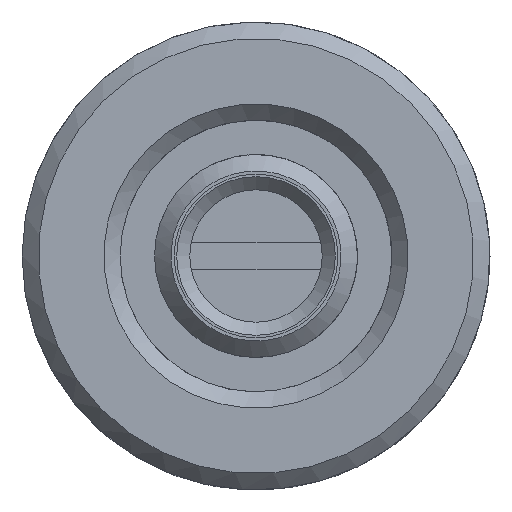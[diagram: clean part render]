
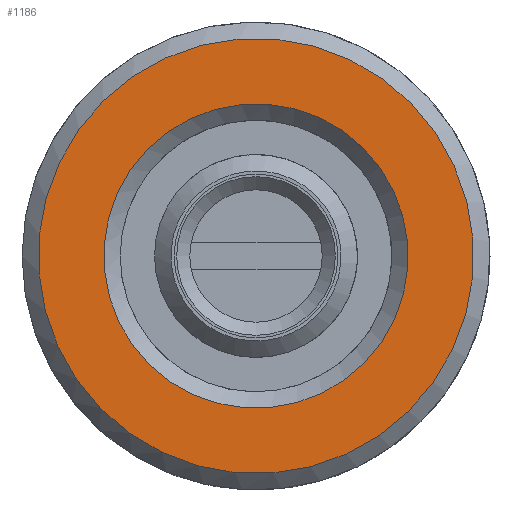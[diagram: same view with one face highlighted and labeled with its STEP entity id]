
A CAD part, front view. The second image highlights one B-rep face of the part: STEP entity #1186.
In plain terms, the highlighted planar face has unit normal (0, -1, 0).
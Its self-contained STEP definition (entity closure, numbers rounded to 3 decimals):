
#37=FACE_BOUND('',#195,.T.);
#57=PLANE('',#1304);
#121=FACE_OUTER_BOUND('',#194,.T.);
#194=EDGE_LOOP('',(#1000));
#195=EDGE_LOOP('',(#1001));
#237=CIRCLE('',#1303,4.65);
#238=CIRCLE('',#1305,6.65);
#524=VERTEX_POINT('',#12314);
#525=VERTEX_POINT('',#12318);
#687=EDGE_CURVE('',#524,#524,#237,.T.);
#688=EDGE_CURVE('',#525,#525,#238,.T.);
#1000=ORIENTED_EDGE('',*,*,#688,.F.);
#1001=ORIENTED_EDGE('',*,*,#687,.F.);
#1186=ADVANCED_FACE('',(#121,#37),#57,.T.);
#1303=AXIS2_PLACEMENT_3D('',#12316,#1552,#1553);
#1304=AXIS2_PLACEMENT_3D('',#12317,#1554,#1555);
#1305=AXIS2_PLACEMENT_3D('',#12319,#1556,#1557);
#1552=DIRECTION('center_axis',(0.,-1.,0.));
#1553=DIRECTION('ref_axis',(-1.,0.,0.));
#1554=DIRECTION('center_axis',(0.,-1.,0.));
#1555=DIRECTION('ref_axis',(0.,0.,
1.));
#1556=DIRECTION('center_axis',(0.,1.,0.));
#1557=DIRECTION('ref_axis',(-1.,0.,0.));
#12314=CARTESIAN_POINT('',(3.784,0.,2.702));
#12316=CARTESIAN_POINT('Origin',(0.,0.,
0.));
#12317=CARTESIAN_POINT('Origin',(6.65,0.,0.));
#12318=CARTESIAN_POINT('',(5.412,0.,-3.864));
#12319=CARTESIAN_POINT('Origin',(0.,0.,
0.));
